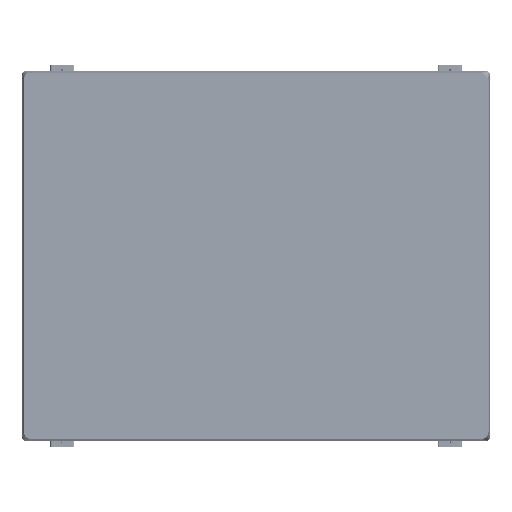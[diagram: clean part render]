
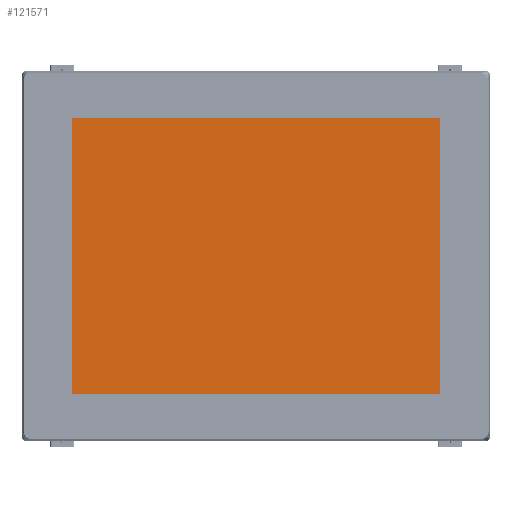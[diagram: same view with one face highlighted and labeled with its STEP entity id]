
A CAD part, top view. The second image highlights one B-rep face of the part: STEP entity #121571.
In plain terms, the highlighted planar face has unit normal (0, 0, 1).
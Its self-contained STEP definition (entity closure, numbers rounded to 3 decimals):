
#4166=LINE('',#176139,#16100);
#4167=LINE('',#176143,#16101);
#4168=LINE('',#176147,#16102);
#4169=LINE('',#176150,#16103);
#16100=VECTOR('',#140580,10.);
#16101=VECTOR('',#140583,10.);
#16102=VECTOR('',#140586,10.);
#16103=VECTOR('',#140589,10.);
#31149=FACE_OUTER_BOUND('',#38292,.T.);
#38292=EDGE_LOOP('',(#81158,#81159,#81160,#81161,#81162,#81163,#81164,#81165));
#47009=CIRCLE('',#128745,0.5);
#47010=CIRCLE('',#128746,0.5);
#47011=CIRCLE('',#128747,0.5);
#47012=CIRCLE('',#128748,0.5);
#51027=VERTEX_POINT('',#176135);
#51028=VERTEX_POINT('',#176136);
#51029=VERTEX_POINT('',#176138);
#51030=VERTEX_POINT('',#176140);
#51031=VERTEX_POINT('',#176142);
#51032=VERTEX_POINT('',#176144);
#51033=VERTEX_POINT('',#176146);
#51034=VERTEX_POINT('',#176148);
#62865=EDGE_CURVE('',#51027,#51028,#47009,.T.);
#62866=EDGE_CURVE('',#51028,#51029,#4166,.T.);
#62867=EDGE_CURVE('',#51029,#51030,#47010,.T.);
#62868=EDGE_CURVE('',#51030,#51031,#4167,.T.);
#62869=EDGE_CURVE('',#51031,#51032,#47011,.T.);
#62870=EDGE_CURVE('',#51032,#51033,#4168,.T.);
#62871=EDGE_CURVE('',#51033,#51034,#47012,.T.);
#62872=EDGE_CURVE('',#51034,#51027,#4169,.T.);
#81158=ORIENTED_EDGE('',*,*,#62865,.T.);
#81159=ORIENTED_EDGE('',*,*,#62866,.T.);
#81160=ORIENTED_EDGE('',*,*,#62867,.T.);
#81161=ORIENTED_EDGE('',*,*,#62868,.T.);
#81162=ORIENTED_EDGE('',*,*,#62869,.T.);
#81163=ORIENTED_EDGE('',*,*,#62870,.T.);
#81164=ORIENTED_EDGE('',*,*,#62871,.T.);
#81165=ORIENTED_EDGE('',*,*,#62872,.T.);
#117743=PLANE('',#128744);
#121571=ADVANCED_FACE('',(#31149),#117743,.T.);
#128744=AXIS2_PLACEMENT_3D('',#176134,#140576,#140577);
#128745=AXIS2_PLACEMENT_3D('',#176137,#140578,#140579);
#128746=AXIS2_PLACEMENT_3D('',#176141,#140581,#140582);
#128747=AXIS2_PLACEMENT_3D('',#176145,#140584,#140585);
#128748=AXIS2_PLACEMENT_3D('',#176149,#140587,#140588);
#140576=DIRECTION('center_axis',(0.,0.,
1.));
#140577=DIRECTION('ref_axis',(1.,0.,0.));
#140578=DIRECTION('center_axis',(0.,0.,
1.));
#140579=DIRECTION('ref_axis',(-1.,0.,0.));
#140580=DIRECTION('',(-1.,0.,0.));
#140581=DIRECTION('center_axis',(0.,0.,
1.));
#140582=DIRECTION('ref_axis',(0.,-1.,0.));
#140583=DIRECTION('',(0.,-1.,0.));
#140584=DIRECTION('center_axis',(0.,0.,
1.));
#140585=DIRECTION('ref_axis',(1.,0.,0.));
#140586=DIRECTION('',(1.,0.,0.));
#140587=DIRECTION('center_axis',(0.,0.,
1.));
#140588=DIRECTION('ref_axis',(0.,1.,0.));
#140589=DIRECTION('',(0.,1.,0.));
#176134=CARTESIAN_POINT('Origin',(0.,0.,
-0.2));
#176135=CARTESIAN_POINT('',(123.5,92.25,-0.2));
#176136=CARTESIAN_POINT('',(123.,92.75,-0.2));
#176137=CARTESIAN_POINT('Origin',(123.,92.25,-0.2));
#176138=CARTESIAN_POINT('',(-123.,92.75,-0.2));
#176139=CARTESIAN_POINT('',(-61.5,92.75,-0.2));
#176140=CARTESIAN_POINT('',(-123.5,92.25,-0.2));
#176141=CARTESIAN_POINT('Origin',(-123.,92.25,-0.2));
#176142=CARTESIAN_POINT('',(-123.5,-92.25,-0.2));
#176143=CARTESIAN_POINT('',(-123.5,-46.125,-0.2));
#176144=CARTESIAN_POINT('',(-123.,-92.75,-0.2));
#176145=CARTESIAN_POINT('Origin',(-123.,-92.25,-0.2));
#176146=CARTESIAN_POINT('',(123.,-92.75,-0.2));
#176147=CARTESIAN_POINT('',(61.5,-92.75,-0.2));
#176148=CARTESIAN_POINT('',(123.5,-92.25,-0.2));
#176149=CARTESIAN_POINT('Origin',(123.,-92.25,-0.2));
#176150=CARTESIAN_POINT('',(123.5,46.125,-0.2));
